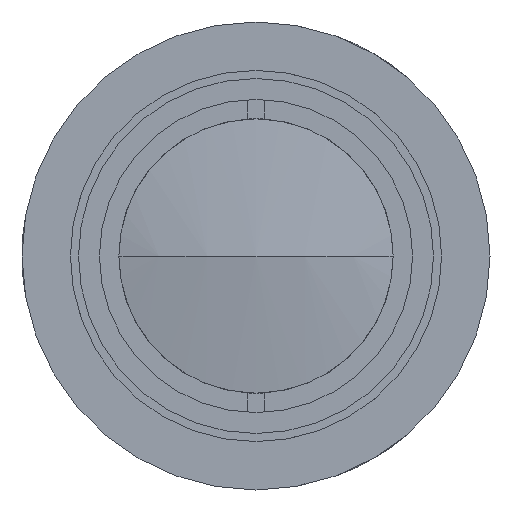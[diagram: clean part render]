
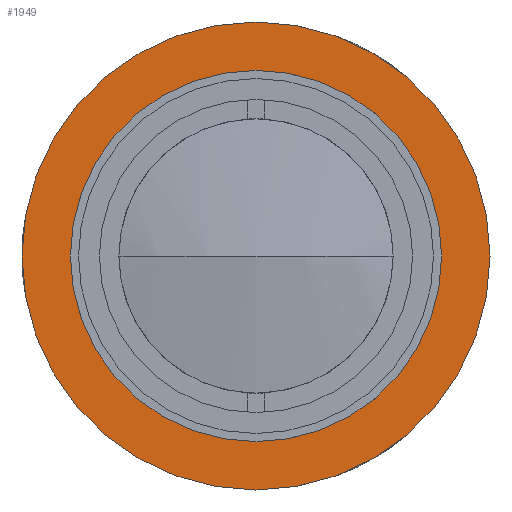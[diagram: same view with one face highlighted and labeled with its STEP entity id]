
A CAD part, left-side view. The second image highlights one B-rep face of the part: STEP entity #1949.
In plain terms, the highlighted planar face has unit normal (-1, 0, 0).
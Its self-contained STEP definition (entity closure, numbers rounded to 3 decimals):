
#12 = ORIENTED_EDGE ( 'NONE', *, *, #704, .T. ) ;
#26 = EDGE_CURVE ( 'NONE', #1968, #701, #1423, .T. ) ;
#34 = PLANE ( 'NONE',  #70 ) ;
#70 = AXIS2_PLACEMENT_3D ( 'NONE', #817, #506, #1617 ) ;
#81 = CIRCLE ( 'NONE', #1108, 14.5 ) ;
#106 = EDGE_LOOP ( 'NONE', ( #1660, #765 ) ) ;
#109 = CARTESIAN_POINT ( 'NONE',  ( 129.24, 0., 0. ) ) ;
#195 = EDGE_LOOP ( 'NONE', ( #844, #12 ) ) ;
#324 = CARTESIAN_POINT ( 'NONE',  ( 129.24, 0., 0. ) ) ;
#420 = DIRECTION ( 'NONE',  ( 0., 0., 1. ) ) ;
#491 = DIRECTION ( 'NONE',  ( 0., 0., 1. ) ) ;
#506 = DIRECTION ( 'NONE',  ( 1., 0., 0. ) ) ;
#565 = CARTESIAN_POINT ( 'NONE',  ( 129.24, 0., 0. ) ) ;
#572 = CARTESIAN_POINT ( 'NONE',  ( 129.24, 0., 14.5 ) ) ;
#621 = VERTEX_POINT ( 'NONE', #1708 ) ;
#698 = AXIS2_PLACEMENT_3D ( 'NONE', #565, #890, #420 ) ;
#701 = VERTEX_POINT ( 'NONE', #2060 ) ;
#704 = EDGE_CURVE ( 'NONE', #621, #736, #1180, .T. ) ;
#736 = VERTEX_POINT ( 'NONE', #572 ) ;
#765 = ORIENTED_EDGE ( 'NONE', *, *, #26, .F. ) ;
#817 = CARTESIAN_POINT ( 'NONE',  ( 129.24, 11.5, 0. ) ) ;
#844 = ORIENTED_EDGE ( 'NONE', *, *, #852, .T. ) ;
#852 = EDGE_CURVE ( 'NONE', #736, #621, #81, .T. ) ;
#890 = DIRECTION ( 'NONE',  ( -1., 0., 0. ) ) ;
#985 = CARTESIAN_POINT ( 'NONE',  ( 129.24, 0., 0. ) ) ;
#1067 = CIRCLE ( 'NONE', #1362, 11.5 ) ;
#1074 = DIRECTION ( 'NONE',  ( -1., 0., 0. ) ) ;
#1108 = AXIS2_PLACEMENT_3D ( 'NONE', #985, #1407, #2028 ) ;
#1180 = CIRCLE ( 'NONE', #1563, 14.5 ) ;
#1362 = AXIS2_PLACEMENT_3D ( 'NONE', #324, #1432, #491 ) ;
#1369 = DIRECTION ( 'NONE',  ( 0., 0., 1. ) ) ;
#1374 = FACE_BOUND ( 'NONE', #106, .T. ) ;
#1407 = DIRECTION ( 'NONE',  ( -1., 0., 0. ) ) ;
#1423 = CIRCLE ( 'NONE', #698, 11.5 ) ;
#1432 = DIRECTION ( 'NONE',  ( -1., 0., 0. ) ) ;
#1563 = AXIS2_PLACEMENT_3D ( 'NONE', #109, #1074, #1369 ) ;
#1617 = DIRECTION ( 'NONE',  ( 0., 0., -1. ) ) ;
#1660 = ORIENTED_EDGE ( 'NONE', *, *, #1883, .F. ) ;
#1708 = CARTESIAN_POINT ( 'NONE',  ( 129.24, 0., -14.5 ) ) ;
#1769 = CARTESIAN_POINT ( 'NONE',  ( 129.24, 0., -11.5 ) ) ;
#1806 = FACE_OUTER_BOUND ( 'NONE', #195, .T. ) ;
#1883 = EDGE_CURVE ( 'NONE', #701, #1968, #1067, .T. ) ;
#1949 = ADVANCED_FACE ( 'NONE', ( #1374, #1806 ), #34, .F. ) ;
#1968 = VERTEX_POINT ( 'NONE', #1769 ) ;
#2028 = DIRECTION ( 'NONE',  ( 0., 0., 1. ) ) ;
#2060 = CARTESIAN_POINT ( 'NONE',  ( 129.24, 0., 11.5 ) ) ;
